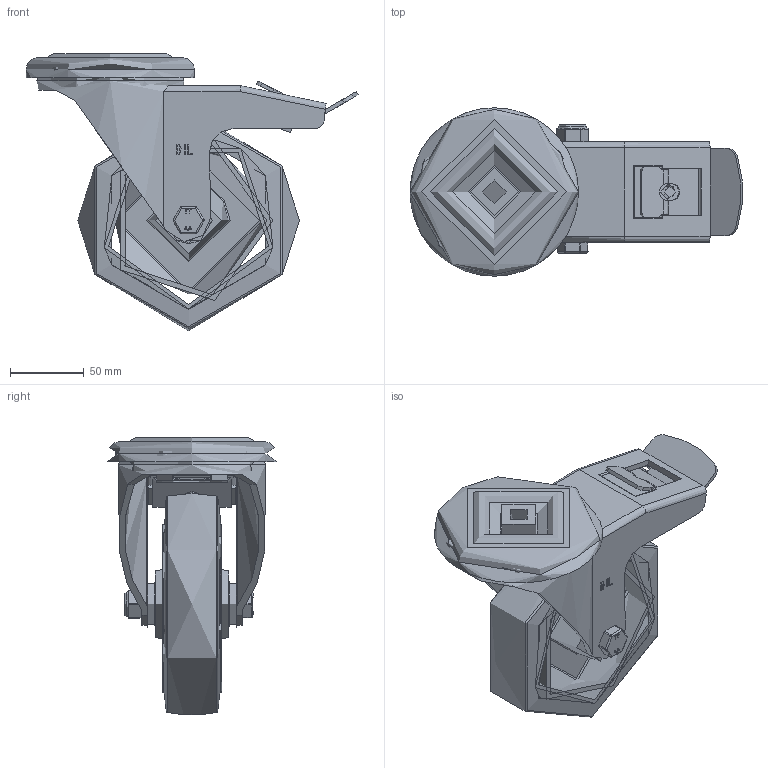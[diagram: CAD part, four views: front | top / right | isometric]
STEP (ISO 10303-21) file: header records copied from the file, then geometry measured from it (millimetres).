
FILE_DESCRIPTION(/* description */ (''),/* implementation_level */ '2;1');
FILE_NAME(/* name */ 'BZMM150SRNBBH16SWB.step',/* time_stamp */ '2024-10-17T08:56:01+01:00',/* author */ (''),/* organization */ (''),/* preprocessor_version */ 'ST-DEVELOPER v20',/* originating_system */ 'Autodesk Translation Framework v13.20.0.188',/* authorisation */ '');
FILE_SCHEMA (('AUTOMOTIVE_DESIGN { 1 0 10303 214 3 1 1 }'));
Length unit declared in the file: millimetre
Products named in the file (28): BZMM150SRNBBH16SWB; BZMM150ASBH16SWB v1; ZINC PLATED, PRESSED STEEL HEAD; ZINC PLATED, PRESSED STEEL FORKS; ZINC PLATED, PRESSED STEEL BRAKE PEDAL; ZINC PLATED, PRESSED STEEL BRAKE PEDAL Geometry; WASHER; BRAKE BOLT; BRAKE PAD; BZMH150WSRNRB v1; NYLON RIM; 65 SHORE A ELASTIC RUBBER TYRE; BEARING; CAGE; STEEL RODS; Component1; TUBEM20X60 v1; ZINC PLATED STEEL TUBE; WM20X32X5 v1; ZINC PLATED WASHER; WM20X32X5 v1 (1); ZINC PLATED WASHER (1); HEXBOLTM12X80Z8.8 v2; GRADE 8.8 ZINC PLATED BOLT; NYLOCM12Z v1; NYLOC NUT; NUT; RUBBER
Assembly tree (36 placements, depth 5):
  BZMM150SRNBBH16SWB
    BZMM150ASBH16SWB v1
      ZINC PLATED, PRESSED STEEL HEAD
      ZINC PLATED, PRESSED STEEL FORKS
      ZINC PLATED, PRESSED STEEL BRAKE PEDAL
        ZINC PLATED, PRESSED STEEL BRAKE PEDAL Geometry
        WASHER
        BRAKE BOLT
      BRAKE PAD
    BZMH150WSRNRB v1
      NYLON RIM
      65 SHORE A ELASTIC RUBBER TYRE
      BEARING
        CAGE
        STEEL RODS
          Component1  x10
    TUBEM20X60 v1
      ZINC PLATED STEEL TUBE
    WM20X32X5 v1
      ZINC PLATED WASHER
    WM20X32X5 v1 (1)
      ZINC PLATED WASHER (1)
    HEXBOLTM12X80Z8.8 v2
      GRADE 8.8 ZINC PLATED BOLT
    NYLOCM12Z v1
      NYLOC NUT
        NUT
        RUBBER
Bounding box: 224.62 x 114 x 187.8 mm (x, y, z)
Volume: 702970.3 mm3; surface area: 259325.5 mm2
Topology: 25 solids, 25 shells, 622 faces, 1533 edges, 992 vertices
Faces by surface type: plane 303, cylinder 204, bspline 53, torus 25, cone 19, sphere 18
Full cylindrical faces by diameter (mm): 5 x10, 8 x11, 9.836 x18, 10 x1, 10.273 x1, 11.834 x18, 12 x3, 12.2 x2, 12.5 x1, 14 x2, 15.273 x1, 16.2 x1, 18 x1, 18.5 x1, 19.9 x1, 20 x1, 20.4 x2, 25 x2, 29 x1, 30 x1, 32 x2, 32.5 x3, 34.5 x1, 39.5 x1, 41 x1, 47 x1, 51.5 x1, 74 x1, 91.5 x1, 99.5 x1
Entity records: 27904 total; most frequent: CARTESIAN_POINT 12932, ORIENTED_EDGE 3012, DIRECTION 2896, EDGE_CURVE 1506, AXIS2_PLACEMENT_3D 1059, VERTEX_POINT 974, LINE 778, VECTOR 778
